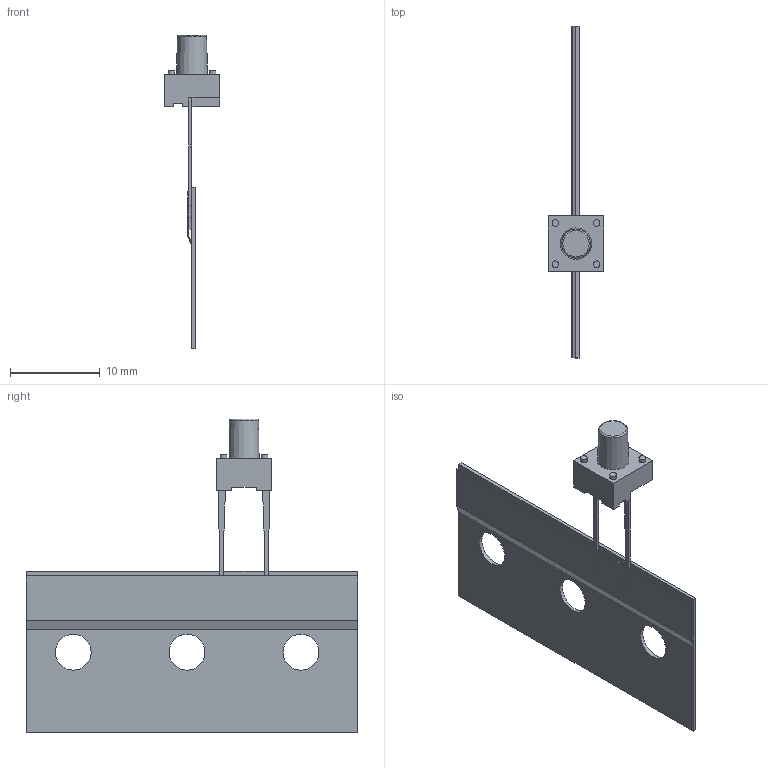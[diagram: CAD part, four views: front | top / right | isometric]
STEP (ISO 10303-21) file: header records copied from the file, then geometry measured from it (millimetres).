
FILE_DESCRIPTION((' '),'2;1');
FILE_NAME('TL59CFxxxQ.stp','2017-08-01T14:06:21',(' '),(' '),' ','ACIS',' ');
FILE_SCHEMA(('CONFIG_CONTROL_DESIGN'));
Length unit declared in the file: inch
Products named in the file (1): TL59CFxxxQ.stp
Bounding box: 6.2 x 37 x 34.99 mm (x, y, z)
Volume: 411.4 mm3; surface area: 2162.2 mm2
Topology: 1 solids, 1 shells, 204 faces, 546 edges, 353 vertices
Faces by surface type: plane 141, cylinder 53, torus 5, cone 2, sphere 2, bspline 1
Full cylindrical faces by diameter (mm): 0.75 x4, 3.5 x1, 4 x3
Entity records: 6349 total; most frequent: CARTESIAN_POINT 1155, ORIENTED_EDGE 1050, DIRECTION 1022, EDGE_CURVE 525, VECTOR 428, LINE 428, VERTEX_POINT 347, AXIS2_PLACEMENT_3D 297
